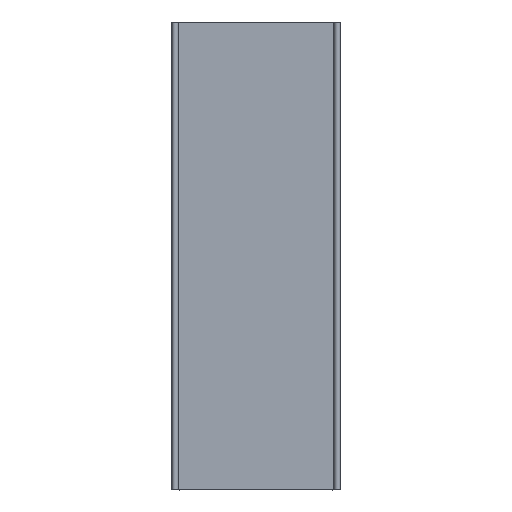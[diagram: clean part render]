
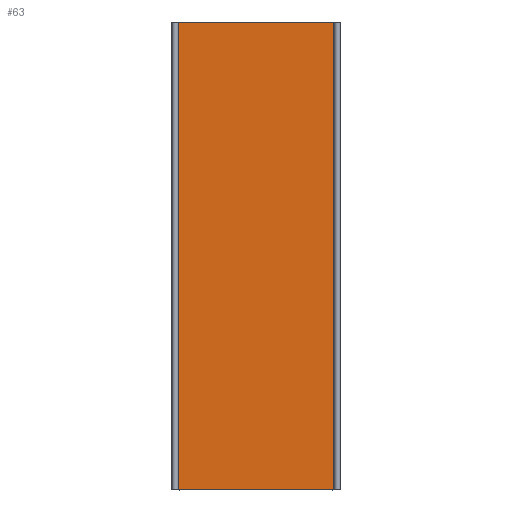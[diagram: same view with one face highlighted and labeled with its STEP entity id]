
A CAD part, top view. The second image highlights one B-rep face of the part: STEP entity #63.
In plain terms, the highlighted planar face has unit normal (0, 0, 1).
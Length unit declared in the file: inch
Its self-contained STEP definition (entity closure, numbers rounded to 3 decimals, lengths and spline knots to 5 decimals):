
#24=CARTESIAN_POINT('',(10.78577,13.67912,0.));
#25=VERTEX_POINT('',#24);
#26=CARTESIAN_POINT('',(8.78577,13.67912,0.));
#27=VERTEX_POINT('',#26);
#28=CARTESIAN_POINT('',(10.78577,13.67912,0.));
#29=DIRECTION('',(-1.,0.,0.));
#30=VECTOR('',#29,1.);
#31=LINE('',#28,#30);
#32=EDGE_CURVE('',#25,#27,#31,.T.);
#33=ORIENTED_EDGE('',*,*,#32,.T.);
#34=CARTESIAN_POINT('',(8.78577,7.67912,0.));
#35=VERTEX_POINT('',#34);
#36=CARTESIAN_POINT('',(8.78577,7.67912,0.));
#37=DIRECTION('',(0.,1.,0.));
#38=VECTOR('',#37,1.);
#39=LINE('',#36,#38);
#40=EDGE_CURVE('',#35,#27,#39,.T.);
#41=ORIENTED_EDGE('',*,*,#40,.F.);
#42=CARTESIAN_POINT('',(10.78577,7.67912,0.));
#43=VERTEX_POINT('',#42);
#44=CARTESIAN_POINT('',(10.78577,7.67912,0.));
#45=DIRECTION('',(-1.,0.,0.));
#46=VECTOR('',#45,1.);
#47=LINE('',#44,#46);
#48=EDGE_CURVE('',#43,#35,#47,.T.);
#49=ORIENTED_EDGE('',*,*,#48,.F.);
#50=CARTESIAN_POINT('',(10.78577,7.67912,0.));
#51=DIRECTION('',(0.,1.,0.));
#52=VECTOR('',#51,1.);
#53=LINE('',#50,#52);
#54=EDGE_CURVE('',#43,#25,#53,.T.);
#55=ORIENTED_EDGE('',*,*,#54,.T.);
#56=EDGE_LOOP('',(#33,#41,#49,#55));
#57=FACE_OUTER_BOUND('',#56,.T.);
#58=CARTESIAN_POINT('',(9.78577,7.67912,0.));
#59=DIRECTION('',(0.,0.,1.));
#60=DIRECTION('',(1.,0.,0.));
#61=AXIS2_PLACEMENT_3D('',#58,#59,#60);
#62=PLANE('',#61);
#63=ADVANCED_FACE('',(#57),#62,.T.);
